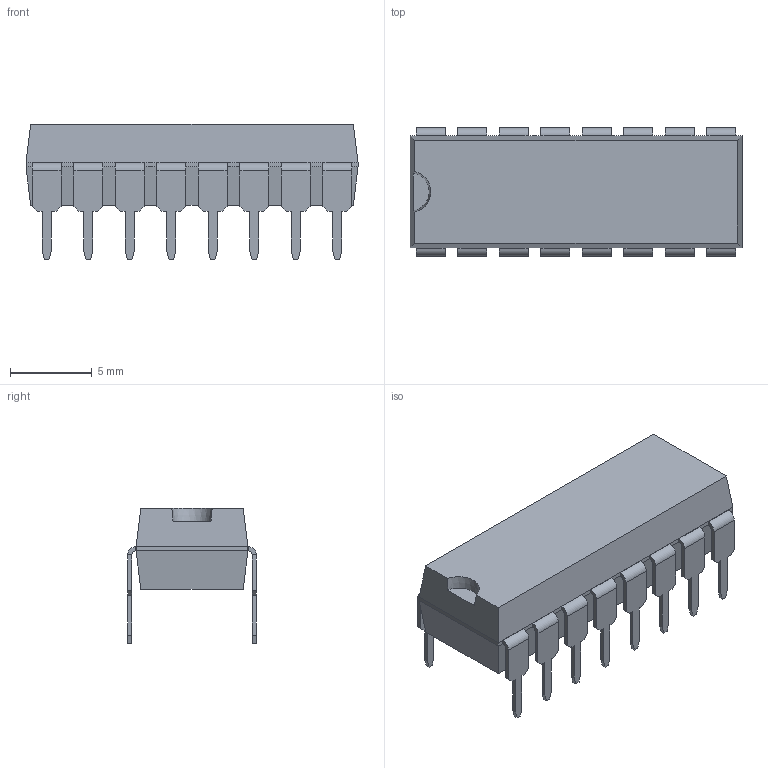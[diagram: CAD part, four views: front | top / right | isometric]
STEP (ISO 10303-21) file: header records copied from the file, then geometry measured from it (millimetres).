
FILE_DESCRIPTION(('STEP AP214'), '1');
FILE_NAME('MS-001AB', '', ('UNSPECIFIED'), ('UNSPECIFIED'), 'ASCON STEP Converter 1.3', 'ASCON Math Kernel', '');
FILE_SCHEMA(('AUTOMOTIVE_DESIGN { 1 0 10303 214 3 1 1}'));
Length unit declared in the file: millimetre
Bounding box: 20.32 x 7.87 x 8.28 mm (x, y, z)
Volume: 680.4 mm3; surface area: 808.9 mm2
Topology: 17 solids, 17 shells, 368 faces, 866 edges, 532 vertices
Faces by surface type: plane 335, cylinder 32, cone 1
Entity records: 13442 total; most frequent: CARTESIAN_POINT 1775, ORIENTED_EDGE 1732, DIRECTION 1668, EDGE_CURVE 866, LINE 798, VECTOR 798, VERTEX_POINT 532, AXIS2_PLACEMENT_3D 435
